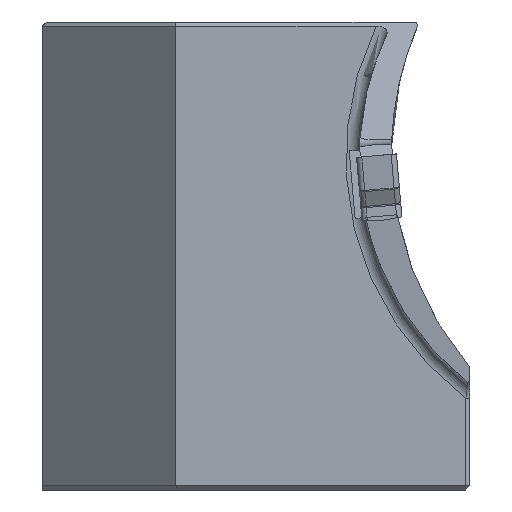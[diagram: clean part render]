
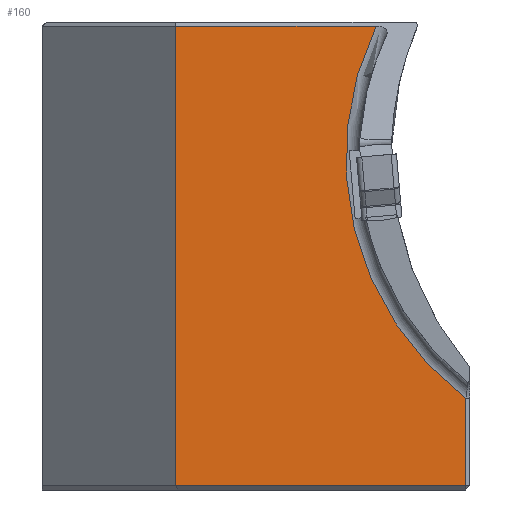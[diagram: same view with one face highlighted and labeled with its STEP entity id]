
A CAD part, left-side view. The second image highlights one B-rep face of the part: STEP entity #160.
In plain terms, the highlighted planar face has unit normal (-1, 0, 0).
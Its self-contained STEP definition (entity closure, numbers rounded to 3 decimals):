
#98=CIRCLE('',#1508,22.5);
#160=ADVANCED_FACE('',(#295),#240,.F.);
#240=PLANE('',#1509);
#295=FACE_OUTER_BOUND('',#378,.T.);
#378=EDGE_LOOP('',(#533,#534,#535,#536,#537));
#533=ORIENTED_EDGE('',*,*,#1051,.T.);
#534=ORIENTED_EDGE('',*,*,#996,.T.);
#535=ORIENTED_EDGE('',*,*,#1002,.T.);
#536=ORIENTED_EDGE('',*,*,#1052,.T.);
#537=ORIENTED_EDGE('',*,*,#1053,.T.);
#868=VERTEX_POINT('',#2060);
#870=VERTEX_POINT('',#2063);
#873=VERTEX_POINT('',#2091);
#911=VERTEX_POINT('',#2218);
#912=VERTEX_POINT('',#2220);
#996=EDGE_CURVE('',#870,#868,#1199,.T.);
#1002=EDGE_CURVE('',#868,#873,#1202,.T.);
#1051=EDGE_CURVE('',#911,#870,#98,.T.);
#1052=EDGE_CURVE('',#873,#912,#1237,.T.);
#1053=EDGE_CURVE('',#912,#911,#1238,.T.);
#1199=LINE('',#2062,#1342);
#1202=LINE('',#2090,#1345);
#1237=LINE('',#2219,#1380);
#1238=LINE('',#2221,#1381);
#1342=VECTOR('',#1626,1.);
#1345=VECTOR('',#1635,1.);
#1380=VECTOR('',#1716,1.);
#1381=VECTOR('',#1717,1.);
#1508=AXIS2_PLACEMENT_3D('',#2217,#1714,#1715);
#1509=AXIS2_PLACEMENT_3D('',#2222,#1718,#1719);
#1626=DIRECTION('',(0.,1.,0.));
#1635=DIRECTION('',(0.,0.,-1.));
#1714=DIRECTION('',(1.,0.,0.));
#1715=DIRECTION('',(0.,0.,-1.));
#1716=DIRECTION('',(0.,-1.,0.));
#1717=DIRECTION('',(0.,0.,1.));
#1718=DIRECTION('',(1.,0.,0.));
#1719=DIRECTION('',(0.,0.,-1.));
#2060=CARTESIAN_POINT('',(18.,-10.,9.69));
#2062=CARTESIAN_POINT('',(18.,-7.5,9.69));
#2063=CARTESIAN_POINT('',(18.,-24.986,9.69));
#2090=CARTESIAN_POINT('',(18.,-10.,10.));
#2091=CARTESIAN_POINT('',(18.,-10.,-24.7));
#2217=CARTESIAN_POINT('',(18.,-45.22,-0.15));
#2218=CARTESIAN_POINT('',(18.,-31.7,-18.135));
#2219=CARTESIAN_POINT('',(18.,-45.22,-24.7));
#2220=CARTESIAN_POINT('',(18.,-31.7,-24.7));
#2221=CARTESIAN_POINT('',(18.,-31.7,-0.15));
#2222=CARTESIAN_POINT('',(18.,-45.22,-0.15));
